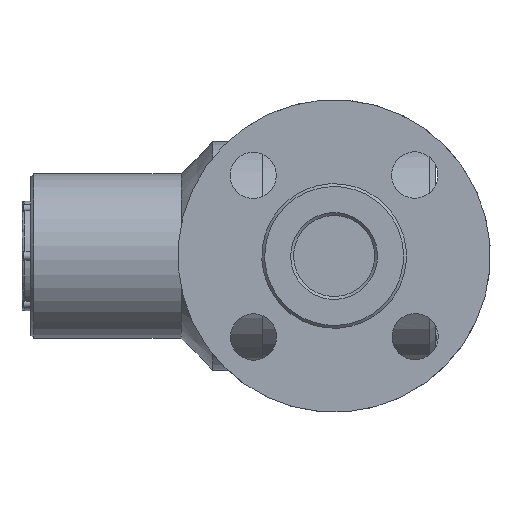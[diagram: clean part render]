
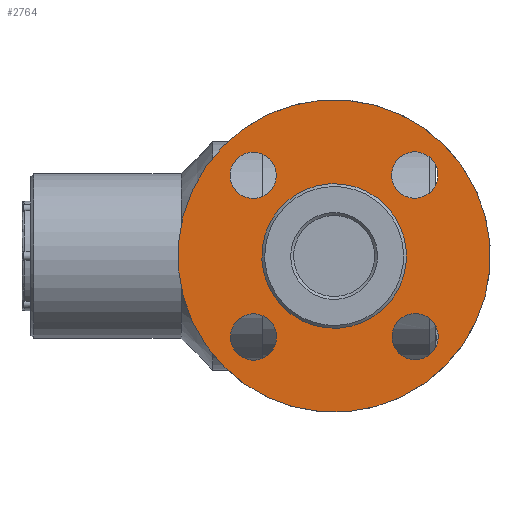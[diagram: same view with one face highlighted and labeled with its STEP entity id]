
A CAD part, left-side view. The second image highlights one B-rep face of the part: STEP entity #2764.
In plain terms, the highlighted face is planar.
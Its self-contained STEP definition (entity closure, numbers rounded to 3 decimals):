
#34 = EDGE_LOOP ( 'NONE', ( #85 ) ) ;
#67 = ORIENTED_EDGE ( 'NONE', *, *, #3394, .T. ) ;
#85 = ORIENTED_EDGE ( 'NONE', *, *, #3889, .F. ) ;
#151 = EDGE_CURVE ( 'NONE', #2552, #2552, #3665, .T. ) ;
#199 = CIRCLE ( 'NONE', #1658, 8. ) ;
#301 = EDGE_LOOP ( 'NONE', ( #2047 ) ) ;
#361 = AXIS2_PLACEMENT_3D ( 'NONE', #1957, #3171, #793 ) ;
#364 = FACE_BOUND ( 'NONE', #301, .T. ) ;
#430 = CARTESIAN_POINT ( 'NONE',  ( 0., 0., 0. ) ) ;
#442 = VERTEX_POINT ( 'NONE', #3839 ) ;
#652 = EDGE_CURVE ( 'NONE', #1628, #1628, #199, .T. ) ;
#731 = EDGE_LOOP ( 'NONE', ( #2204 ) ) ;
#733 = FACE_OUTER_BOUND ( 'NONE', #34, .T. ) ;
#743 = AXIS2_PLACEMENT_3D ( 'NONE', #2905, #1062, #1402 ) ;
#793 = DIRECTION ( 'NONE',  ( 1., 0., 0. ) ) ;
#940 = FACE_BOUND ( 'NONE', #1266, .T. ) ;
#1025 = EDGE_CURVE ( 'NONE', #3877, #3877, #3351, .T. ) ;
#1062 = DIRECTION ( 'NONE',  ( 0., 0., 1. ) ) ;
#1221 = DIRECTION ( 'NONE',  ( 1., 0., 0. ) ) ;
#1266 = EDGE_LOOP ( 'NONE', ( #2438 ) ) ;
#1345 = CARTESIAN_POINT ( 'NONE',  ( -31.5, 0., 0. ) ) ;
#1346 = CARTESIAN_POINT ( 'NONE',  ( 0., 0., 0. ) ) ;
#1367 = EDGE_CURVE ( 'NONE', #2009, #2009, #1656, .T. ) ;
#1402 = DIRECTION ( 'NONE',  ( 1., 0., 0. ) ) ;
#1519 = DIRECTION ( 'NONE',  ( 0., 0., 1. ) ) ;
#1628 = VERTEX_POINT ( 'NONE', #2834 ) ;
#1629 = AXIS2_PLACEMENT_3D ( 'NONE', #430, #3508, #2230 ) ;
#1656 = CIRCLE ( 'NONE', #2922, 8. ) ;
#1658 = AXIS2_PLACEMENT_3D ( 'NONE', #1689, #2814, #3788 ) ;
#1689 = CARTESIAN_POINT ( 'NONE',  ( 39.5, 0., 0. ) ) ;
#1851 = CARTESIAN_POINT ( 'NONE',  ( 0., 0., 0. ) ) ;
#1868 = EDGE_LOOP ( 'NONE', ( #67 ) ) ;
#1907 = DIRECTION ( 'NONE',  ( 0., 0., 1. ) ) ;
#1957 = CARTESIAN_POINT ( 'NONE',  ( 0., -39.5, 0. ) ) ;
#1999 = AXIS2_PLACEMENT_3D ( 'NONE', #1851, #3149, #2149 ) ;
#2009 = VERTEX_POINT ( 'NONE', #2303 ) ;
#2047 = ORIENTED_EDGE ( 'NONE', *, *, #151, .T. ) ;
#2149 = DIRECTION ( 'NONE',  ( 1., 0., 0. ) ) ;
#2185 = FACE_BOUND ( 'NONE', #1868, .T. ) ;
#2204 = ORIENTED_EDGE ( 'NONE', *, *, #652, .T. ) ;
#2221 = DIRECTION ( 'NONE',  ( 1., 0., 0. ) ) ;
#2230 = DIRECTION ( 'NONE',  ( 1., 0., 0. ) ) ;
#2303 = CARTESIAN_POINT ( 'NONE',  ( 8., 39.5, 0. ) ) ;
#2398 = AXIS2_PLACEMENT_3D ( 'NONE', #1346, #1907, #2221 ) ;
#2438 = ORIENTED_EDGE ( 'NONE', *, *, #1025, .T. ) ;
#2482 = PLANE ( 'NONE',  #1999 ) ;
#2507 = FACE_BOUND ( 'NONE', #731, .T. ) ;
#2552 = VERTEX_POINT ( 'NONE', #3424 ) ;
#2674 = CARTESIAN_POINT ( 'NONE',  ( 20.75, 0., 0. ) ) ;
#2764 = ADVANCED_FACE ( 'NONE', ( #733, #940, #3358, #2507, #364, #2185 ), #2482, .F. ) ;
#2814 = DIRECTION ( 'NONE',  ( 0., 0., 1. ) ) ;
#2834 = CARTESIAN_POINT ( 'NONE',  ( 47.5, 0., 0. ) ) ;
#2905 = CARTESIAN_POINT ( 'NONE',  ( -39.5, 0., 0. ) ) ;
#2922 = AXIS2_PLACEMENT_3D ( 'NONE', #3654, #1519, #1221 ) ;
#3149 = DIRECTION ( 'NONE',  ( 0., 0., 1. ) ) ;
#3171 = DIRECTION ( 'NONE',  ( 0., 0., 1. ) ) ;
#3204 = VERTEX_POINT ( 'NONE', #1345 ) ;
#3212 = CIRCLE ( 'NONE', #1629, 54. ) ;
#3245 = ORIENTED_EDGE ( 'NONE', *, *, #1367, .T. ) ;
#3351 = CIRCLE ( 'NONE', #2398, 20.75 ) ;
#3358 = FACE_BOUND ( 'NONE', #3563, .T. ) ;
#3394 = EDGE_CURVE ( 'NONE', #3204, #3204, #3649, .T. ) ;
#3424 = CARTESIAN_POINT ( 'NONE',  ( 8., -39.5, 0. ) ) ;
#3508 = DIRECTION ( 'NONE',  ( 0., 0., 1. ) ) ;
#3563 = EDGE_LOOP ( 'NONE', ( #3245 ) ) ;
#3649 = CIRCLE ( 'NONE', #743, 8. ) ;
#3654 = CARTESIAN_POINT ( 'NONE',  ( 0., 39.5, 0. ) ) ;
#3665 = CIRCLE ( 'NONE', #361, 8. ) ;
#3788 = DIRECTION ( 'NONE',  ( 1., 0., 0. ) ) ;
#3839 = CARTESIAN_POINT ( 'NONE',  ( 54., 0., 0. ) ) ;
#3877 = VERTEX_POINT ( 'NONE', #2674 ) ;
#3889 = EDGE_CURVE ( 'NONE', #442, #442, #3212, .T. ) ;
